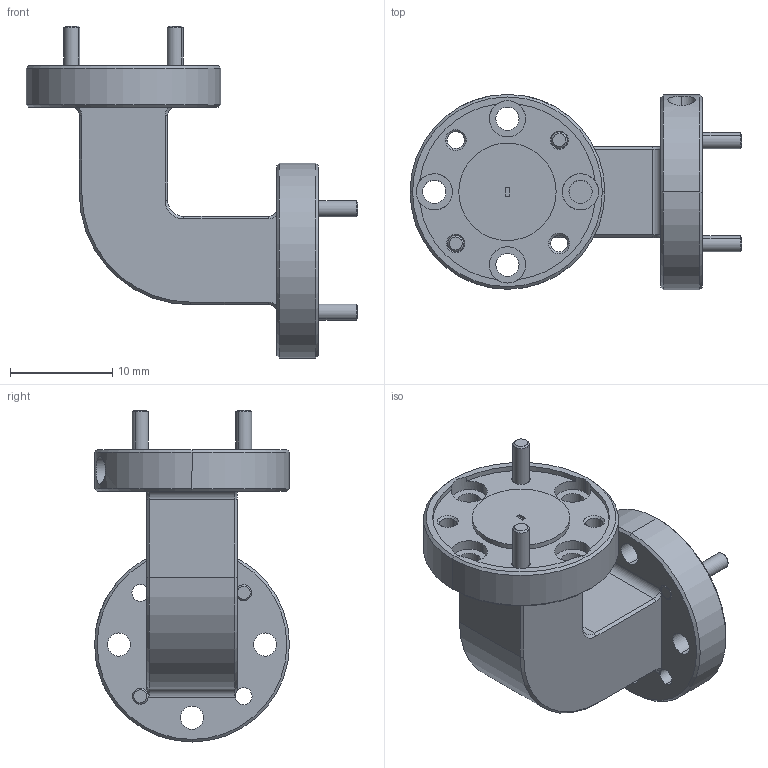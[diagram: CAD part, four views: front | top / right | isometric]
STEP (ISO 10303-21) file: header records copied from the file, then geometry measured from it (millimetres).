
FILE_DESCRIPTION (( 'STEP AP203' ), '1' );
FILE_NAME ('SWB-03090-E1.STEP', '2023-01-18T23:18:36', ( '' ), ( '' ), 'SwSTEP 2.0', 'SolidWorks 2021', '' );
FILE_SCHEMA (( 'CONFIG_CONTROL_DESIGN' ));
Length unit declared in the file: inch
Products named in the file (1): SWB-03090-E1
Bounding box: 32.45 x 19.05 x 32.45 mm (x, y, z)
Volume: 4005.8 mm3; surface area: 3383 mm2
Topology: 5 solids, 5 shells, 562 faces, 1176 edges, 680 vertices
Faces by surface type: cone 228, plane 192, cylinder 142
Entity records: 15459 total; most frequent: CARTESIAN_POINT 3255, DIRECTION 2694, ORIENTED_EDGE 2352, EDGE_CURVE 1176, AXIS2_PLACEMENT_3D 1083, VERTEX_POINT 680, EDGE_LOOP 650, ADVANCED_FACE 562
